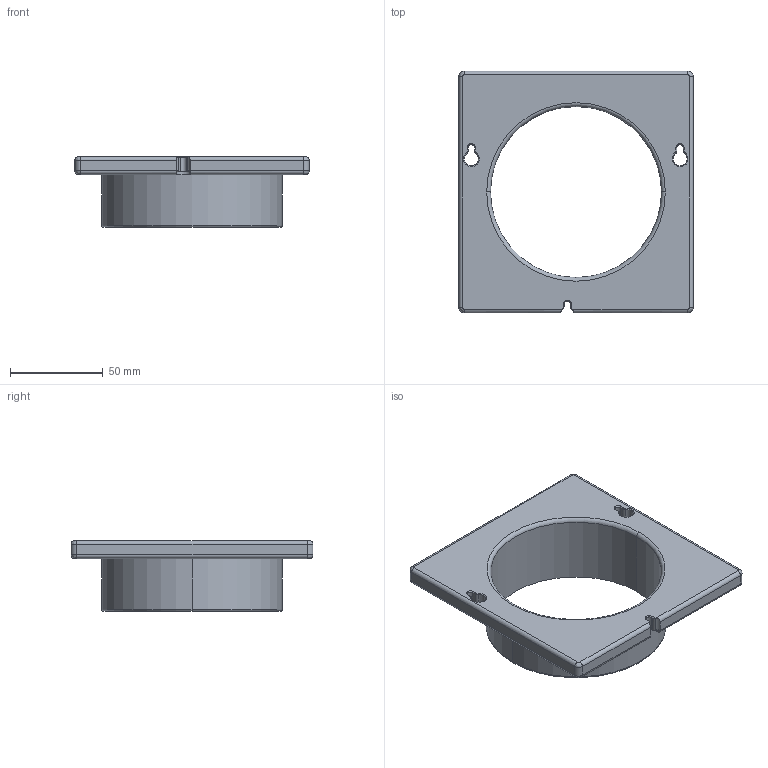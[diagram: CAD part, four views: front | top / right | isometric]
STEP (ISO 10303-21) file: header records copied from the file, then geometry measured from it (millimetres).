
FILE_DESCRIPTION((''),'2;1');
FILE_NAME('01-HOLDER-TUBE','2023-09-11T14:49:51',('taiheng.ren'),(''),'CREO PARAMETRIC BY PTC INC, 2019164','CREO PARAMETRIC BY PTC INC, 2019164','');
FILE_SCHEMA(('CONFIG_CONTROL_DESIGN','SHAPE_APPEARANCE_LAYERS_GROUPS'));
Length unit declared in the file: millimetre
Products named in the file (1): 01-HOLDER-TUBE
Bounding box: 126 x 130 x 38 mm (x, y, z)
Volume: 112625.8 mm3; surface area: 43123.6 mm2
Topology: 1 solids, 1 shells, 86 faces, 221 edges, 138 vertices
Faces by surface type: cylinder 34, plane 29, cone 11, bspline 8, torus 4
Entity records: 3848 total; most frequent: CARTESIAN_POINT 729, ORIENTED_EDGE 442, DIRECTION 440, COLOUR_RGB 312, PRESENTATION_STYLE_ASSIGNMENT 222, STYLED_ITEM 222, CURVE_STYLE 221, EDGE_CURVE 221
